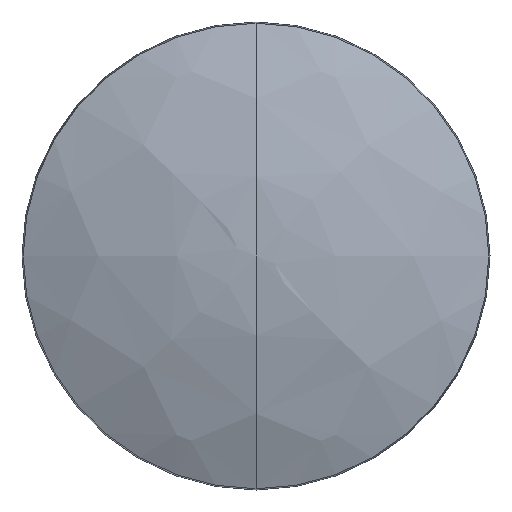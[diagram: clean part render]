
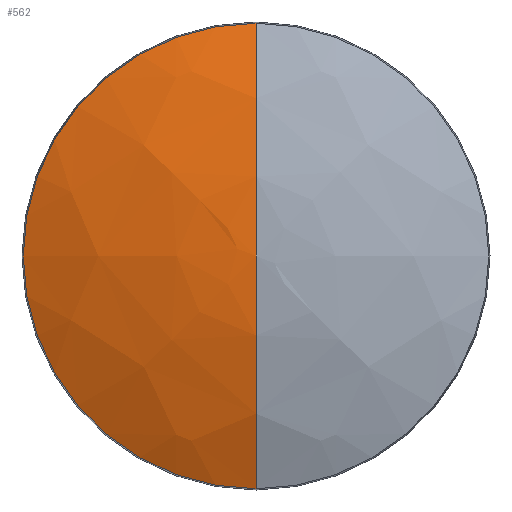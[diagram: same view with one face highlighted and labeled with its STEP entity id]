
A CAD part, front view. The second image highlights one B-rep face of the part: STEP entity #562.
In plain terms, the highlighted free-form (B-spline) face has degree [3, 3] with [7, 4] control points.
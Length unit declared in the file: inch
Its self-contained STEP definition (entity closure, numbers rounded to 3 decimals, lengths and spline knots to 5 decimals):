
#1=CARTESIAN_POINT('',(0.,-0.03023,0.));
#2=DIRECTION('',(0.,-1.,0.));
#3=DIRECTION('',(0.,0.,1.));
#4=AXIS2_PLACEMENT_3D('',#1,#2,#3);
#6=CARTESIAN_POINT('',(0.,0.18898,0.00276));
#7=DIRECTION('',(1.,0.,0.));
#8=DIRECTION('',(0.,-0.917,0.398));
#9=AXIS2_PLACEMENT_3D('',#6,#7,#8);
#16=CARTESIAN_POINT('',(0.,0.18898,-0.00276));
#17=DIRECTION('',(-1.,0.,0.));
#18=DIRECTION('',(0.,-0.917,-0.398));
#19=AXIS2_PLACEMENT_3D('',#16,#17,#18);
#505=CARTESIAN_POINT('',(0.,-0.03023,0.09797));
#506=CARTESIAN_POINT('',(0.,-0.05,0.));
#507=VERTEX_POINT('',#505);
#508=VERTEX_POINT('',#506);
#511=CARTESIAN_POINT('',(0.,-0.03023,-0.09797));
#512=VERTEX_POINT('',#511);
#525=CARTESIAN_POINT('',(0.00627,-0.02942,
0.09962));
#526=CARTESIAN_POINT('',(0.00429,-0.04343,
0.06815));
#527=CARTESIAN_POINT('',(0.00217,-0.0504,
0.03443));
#528=CARTESIAN_POINT('',(0.,-0.05,0.));
#529=CARTESIAN_POINT('',(-0.05504,-0.02942,
0.10348));
#530=CARTESIAN_POINT('',(-0.03765,-0.04343,
0.07079));
#531=CARTESIAN_POINT('',(-0.01902,-0.0504,
0.03576));
#532=CARTESIAN_POINT('',(0.,-0.05,0.));
#533=CARTESIAN_POINT('',(-0.09982,-0.02942,
0.06143));
#534=CARTESIAN_POINT('',(-0.06829,-0.04343,
0.04202));
#535=CARTESIAN_POINT('',(-0.0345,-0.0504,
0.02123));
#536=CARTESIAN_POINT('',(0.,-0.05,0.));
#537=CARTESIAN_POINT('',(-0.09982,-0.02942,0.));
#538=CARTESIAN_POINT('',(-0.06829,-0.04343,0.));
#539=CARTESIAN_POINT('',(-0.0345,-0.0504,0.));
#540=CARTESIAN_POINT('',(0.,-0.05,0.));
#541=CARTESIAN_POINT('',(-0.09982,-0.02942,
-0.06143));
#542=CARTESIAN_POINT('',(-0.06829,-0.04343,
-0.04202));
#543=CARTESIAN_POINT('',(-0.0345,-0.0504,
-0.02123));
#544=CARTESIAN_POINT('',(0.,-0.05,0.));
#545=CARTESIAN_POINT('',(-0.05504,-0.02942,
-0.10348));
#546=CARTESIAN_POINT('',(-0.03765,-0.04343,
-0.07079));
#547=CARTESIAN_POINT('',(-0.01902,-0.0504,
-0.03576));
#548=CARTESIAN_POINT('',(0.,-0.05,0.));
#549=CARTESIAN_POINT('',(0.00627,-0.02942,
-0.09962));
#550=CARTESIAN_POINT('',(0.00429,-0.04343,
-0.06815));
#551=CARTESIAN_POINT('',(0.00217,-0.0504,
-0.03443));
#552=CARTESIAN_POINT('',(0.,-0.05,0.));
#553=(BOUNDED_SURFACE()B_SPLINE_SURFACE(3,3,((#525,#526,#527,#528),(#529,#530,
#531,#532),(#533,#534,#535,#536),(#537,#538,#539,#540),(#541,#542,#543,#544),(
#545,#546,#547,#548),(#549,#550,#551,#552)),.UNSPECIFIED.,.F.,.F.,.F.)B_SPLINE_SURFACE_WITH_KNOTS((4,3,4),(4,4),(0.,1.,2.),(0.,1.),.UNSPECIFIED.)GEOMETRIC_REPRESENTATION_ITEM()RATIONAL_B_SPLINE_SURFACE(((1.201,
1.183,1.183,1.201),(0.948,
0.934,0.934,0.948),(0.948,
0.934,0.934,0.948),(1.201,
1.183,1.183,1.201),(0.948,
0.934,0.934,0.948),(0.948,
0.934,0.934,0.948),(1.201,
1.183,1.183,1.201)))REPRESENTATION_ITEM('')SURFACE());
#555=ORIENTED_EDGE('',*,*,#554,.T.);
#557=ORIENTED_EDGE('',*,*,#556,.F.);
#559=ORIENTED_EDGE('',*,*,#558,.F.);
#560=EDGE_LOOP('',(#555,#557,#559));
#561=FACE_OUTER_BOUND('',#560,.F.);
#562=ADVANCED_FACE('',(#561),#553,.T.);
#5=CIRCLE('',#4,0.09797);
#10=CIRCLE('',#9,0.239);
#20=CIRCLE('',#19,0.239);
#554=EDGE_CURVE('',#507,#508,#10,.T.);
#556=EDGE_CURVE('',#512,#508,#20,.T.);
#558=EDGE_CURVE('',#507,#512,#5,.T.);
